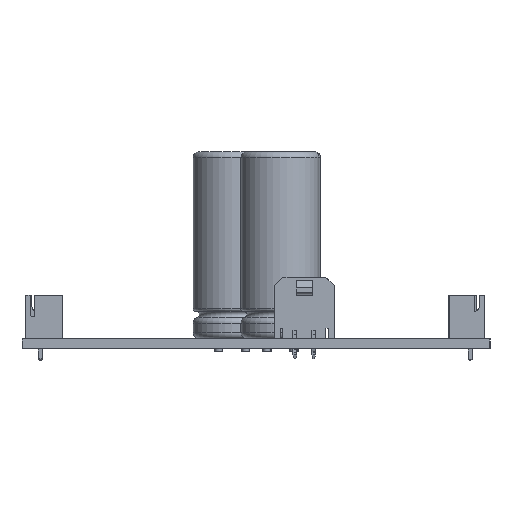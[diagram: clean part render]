
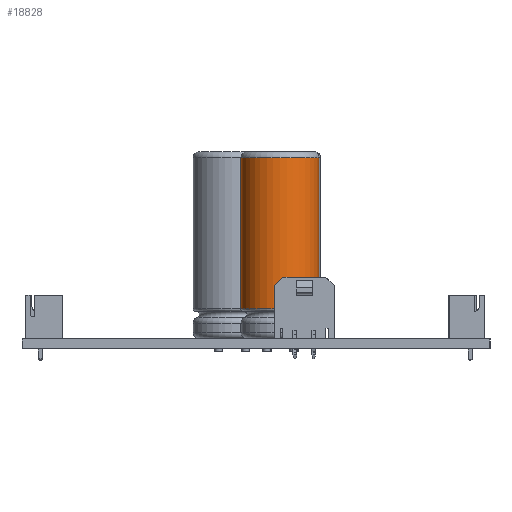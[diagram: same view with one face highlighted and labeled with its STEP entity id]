
A CAD part, left-side view. The second image highlights one B-rep face of the part: STEP entity #18828.
In plain terms, the highlighted cylindrical face has radius 6.25 mm (diameter 12.5 mm), a full revolution.
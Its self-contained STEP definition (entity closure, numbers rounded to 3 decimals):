
#2098=FACE_OUTER_BOUND('',#3317,.T.);
#3317=EDGE_LOOP('',(#17647,#17648,#17649,#17650,#17651,#17652));
#3644=CIRCLE('',#20168,6.25);
#3645=CIRCLE('',#20169,6.25);
#3652=CIRCLE('',#20179,6.25);
#3653=CIRCLE('',#20180,6.25);
#5929=LINE('',#30430,#8198);
#8198=VECTOR('',#25101,6.25);
#9848=VERTEX_POINT('',#30409);
#9849=VERTEX_POINT('',#30411);
#9854=VERTEX_POINT('',#30427);
#9855=VERTEX_POINT('',#30428);
#12447=EDGE_CURVE('',#9849,#9848,#3644,.T.);
#12448=EDGE_CURVE('',#9848,#9849,#3645,.T.);
#12455=EDGE_CURVE('',#9854,#9855,#3652,.T.);
#12456=EDGE_CURVE('',#9855,#9849,#5929,.T.);
#12457=EDGE_CURVE('',#9855,#9854,#3653,.T.);
#17647=ORIENTED_EDGE('',*,*,#12455,.T.);
#17648=ORIENTED_EDGE('',*,*,#12456,.T.);
#17649=ORIENTED_EDGE('',*,*,#12447,.T.);
#17650=ORIENTED_EDGE('',*,*,#12448,.T.);
#17651=ORIENTED_EDGE('',*,*,#12456,.F.);
#17652=ORIENTED_EDGE('',*,*,#12457,.T.);
#17835=CYLINDRICAL_SURFACE('',#20178,6.25);
#18828=ADVANCED_FACE('',(#2098),#17835,.T.);
#20168=AXIS2_PLACEMENT_3D('',#30412,#25077,#25078);
#20169=AXIS2_PLACEMENT_3D('',#30413,#25079,#25080);
#20178=AXIS2_PLACEMENT_3D('',#30426,#25097,#25098);
#20179=AXIS2_PLACEMENT_3D('',#30429,#25099,#25100);
#20180=AXIS2_PLACEMENT_3D('',#30431,#25102,#25103);
#25077=DIRECTION('center_axis',(0.,0.,-1.));
#25078=DIRECTION('ref_axis',(1.,0.,0.));
#25079=DIRECTION('center_axis',(0.,0.,-1.));
#25080=DIRECTION('ref_axis',(1.,0.,0.));
#25097=DIRECTION('center_axis',(0.,0.,-1.));
#25098=DIRECTION('ref_axis',(-1.,0.,0.));
#25099=DIRECTION('center_axis',(0.,0.,1.));
#25100=DIRECTION('ref_axis',(1.,0.,0.));
#25101=DIRECTION('',(0.,0.,1.));
#25102=DIRECTION('center_axis',(0.,0.,1.));
#25103=DIRECTION('ref_axis',(1.,0.,0.));
#30409=CARTESIAN_POINT('',(-6.25,0.,25.2));
#30411=CARTESIAN_POINT('',(6.25,0.,25.2));
#30412=CARTESIAN_POINT('Origin',(0.,0.,25.2));
#30413=CARTESIAN_POINT('Origin',(0.,0.,25.2));
#30426=CARTESIAN_POINT('Origin',(0.,0.,30.));
#30427=CARTESIAN_POINT('',(-6.25,0.,1.));
#30428=CARTESIAN_POINT('',(6.25,0.,1.));
#30429=CARTESIAN_POINT('Origin',(0.,0.,1.));
#30430=CARTESIAN_POINT('',(6.25,0.,30.));
#30431=CARTESIAN_POINT('Origin',(0.,0.,1.));
